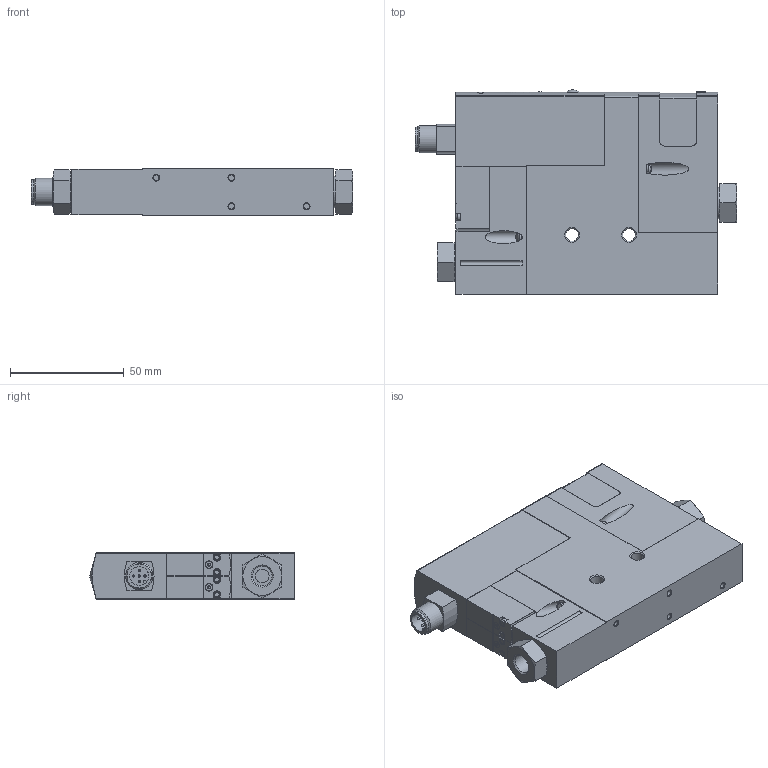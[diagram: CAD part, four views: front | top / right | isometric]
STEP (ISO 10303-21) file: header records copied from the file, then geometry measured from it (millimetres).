
FILE_DESCRIPTION(/* description */ ('STEP AP214'),/* implementation_level */ '2;1');
FILE_NAME(/* name */ '540025_OVEM-05-H-B-GO-CE-N-1P',/* time_stamp */ '2024-09-13T11:28:43+02:00',/* author */ ('License CC BY-ND 4.0'),/* organization */ ('CADENAS'),/* preprocessor_version */ 'ST-DEVELOPER v19.3',/* originating_system */ 'PARTsolutions',/* authorisation */ ' ');
FILE_SCHEMA (('AUTOMOTIVE_DESIGN {1 0 10303 214 3 1 1}'));
Length unit declared in the file: millimetre
Products named in the file (4): 540025 OVEM-05-H-B-GO-CE-N-1P; 540025 OVEM-05-H-B-GO-CE-N-1P_(GO_1P_CE_1)---(b); 711701 G1/8-I-14; 698321 05-SD
Assembly tree (4 placements, depth 2):
  540025 OVEM-05-H-B-GO-CE-N-1P
    540025 OVEM-05-H-B-GO-CE-N-1P_(GO_1P_CE_1)---(b)
    711701 G1/8-I-14  x2
    698321 05-SD
Bounding box: 141 x 89.68 x 20.5 mm (x, y, z)
Volume: 197442.1 mm3; surface area: 46517.8 mm2
Topology: 4 solids, 4 shells, 324 faces, 688 edges, 439 vertices
Faces by surface type: plane 154, cylinder 104, cone 51, torus 11, sphere 4
Full cylindrical faces by diameter (mm): 1 x5, 2.459 x4, 3 x4, 3.1 x2, 3.3 x2, 3.4 x2, 4 x2, 5.5 x2, 5.6 x3, 6 x2, 6.5 x1, 6.6 x1, 8.3 x1, 8.5 x1, 8.566 x2, 8.6 x2, 9.5 x1, 10.2 x2, 10.6 x1, 10.8 x4, 11 x2, 11.6 x1, 12 x5, 12.1 x2, 13.2 x1, 13.7 x2, 13.8 x2, 14 x3, 15 x2, 15.2 x1
Entity records: 8934 total; most frequent: CARTESIAN_POINT 1322, DIRECTION 1300, ORIENTED_EDGE 1018, AXIS2_PLACEMENT_3D 534, EDGE_CURVE 509, EDGE_LOOP 448, FACE_BOUND 448, VERTEX_POINT 385
